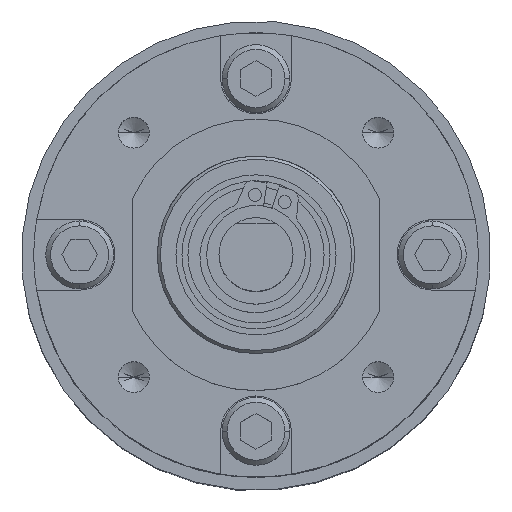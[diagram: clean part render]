
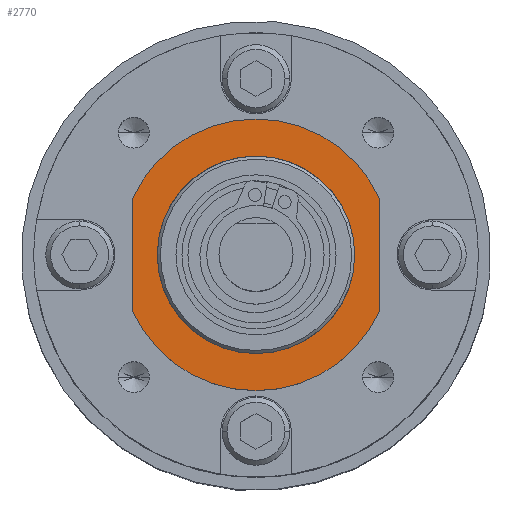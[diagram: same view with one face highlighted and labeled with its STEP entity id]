
A CAD part, top view. The second image highlights one B-rep face of the part: STEP entity #2770.
In plain terms, the highlighted planar face has unit normal (0, 0, 1).
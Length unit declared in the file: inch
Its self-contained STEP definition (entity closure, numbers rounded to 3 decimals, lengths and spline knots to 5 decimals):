
#952 = EDGE_LOOP ( 'NONE', ( #20466, #3405 ) ) ;
#1630 = DIRECTION ( 'NONE',  ( 0., 0., 1. ) ) ;
#2219 = DIRECTION ( 'NONE',  ( 1., 0., 0. ) ) ;
#2303 = CARTESIAN_POINT ( 'NONE',  ( 0., 0., 1.31718 ) ) ;
#2770 = ADVANCED_FACE ( 'NONE', ( #6873, #18445 ), #4600, .T. ) ;
#3214 = AXIS2_PLACEMENT_3D ( 'NONE', #19693, #24104, #7978 ) ;
#3405 = ORIENTED_EDGE ( 'NONE', *, *, #19084, .F. ) ;
#3498 = CIRCLE ( 'NONE', #28735, 0.31496 ) ;
#3532 = CIRCLE ( 'NONE', #22882, 0.43307 ) ;
#3695 = EDGE_CURVE ( 'NONE', #28118, #12156, #5678, .T. ) ;
#4124 = CARTESIAN_POINT ( 'NONE',  ( 0., 0., 1.31718 ) ) ;
#4354 = CARTESIAN_POINT ( 'NONE',  ( 0.3937, -0.18042, 1.31718 ) ) ;
#4600 = PLANE ( 'NONE',  #19591 ) ;
#4809 = CARTESIAN_POINT ( 'NONE',  ( 0., 0., 1.31718 ) ) ;
#5678 = CIRCLE ( 'NONE', #13874, 0.43307 ) ;
#6732 = EDGE_LOOP ( 'NONE', ( #26258, #8012, #13304, #13578 ) ) ;
#6814 = CARTESIAN_POINT ( 'NONE',  ( 0.3937, 0.18042, 1.31718 ) ) ;
#6873 = FACE_BOUND ( 'NONE', #952, .T. ) ;
#7978 = DIRECTION ( 'NONE',  ( 1., 0., 0. ) ) ;
#8012 = ORIENTED_EDGE ( 'NONE', *, *, #22431, .T. ) ;
#8016 = CARTESIAN_POINT ( 'NONE',  ( -0.3937, 0.18042, 1.31718 ) ) ;
#8930 = VERTEX_POINT ( 'NONE', #9229 ) ;
#9193 = VERTEX_POINT ( 'NONE', #29369 ) ;
#9229 = CARTESIAN_POINT ( 'NONE',  ( -0.31496, 0., 1.31718 ) ) ;
#9530 = DIRECTION ( 'NONE',  ( 1., 0., 0. ) ) ;
#9631 = CARTESIAN_POINT ( 'NONE',  ( -0.3937, 0.18042, 1.31718 ) ) ;
#10941 = DIRECTION ( 'NONE',  ( 1., 0., 0. ) ) ;
#11161 = CARTESIAN_POINT ( 'NONE',  ( -0.3937, -0.18042, 1.31718 ) ) ;
#11212 = EDGE_CURVE ( 'NONE', #28603, #15236, #3532, .T. ) ;
#12156 = VERTEX_POINT ( 'NONE', #8016 ) ;
#12238 = LINE ( 'NONE', #6814, #25189 ) ;
#12981 = LINE ( 'NONE', #9631, #15874 ) ;
#13304 = ORIENTED_EDGE ( 'NONE', *, *, #3695, .T. ) ;
#13578 = ORIENTED_EDGE ( 'NONE', *, *, #14848, .T. ) ;
#13874 = AXIS2_PLACEMENT_3D ( 'NONE', #4809, #14104, #2219 ) ;
#14104 = DIRECTION ( 'NONE',  ( 0., 0., 1. ) ) ;
#14385 = DIRECTION ( 'NONE',  ( 0., -1., 0. ) ) ;
#14848 = EDGE_CURVE ( 'NONE', #12156, #28603, #12981, .T. ) ;
#15236 = VERTEX_POINT ( 'NONE', #4354 ) ;
#15542 = EDGE_CURVE ( 'NONE', #9193, #8930, #3498, .T. ) ;
#15784 = DIRECTION ( 'NONE',  ( 0., 0., 1. ) ) ;
#15874 = VECTOR ( 'NONE', #14385, 39.37008 ) ;
#18445 = FACE_OUTER_BOUND ( 'NONE', #6732, .T. ) ;
#18957 = CIRCLE ( 'NONE', #3214, 0.31496 ) ;
#19084 = EDGE_CURVE ( 'NONE', #8930, #9193, #18957, .T. ) ;
#19591 = AXIS2_PLACEMENT_3D ( 'NONE', #2303, #25622, #9530 ) ;
#19693 = CARTESIAN_POINT ( 'NONE',  ( 0., 0., 1.31718 ) ) ;
#20466 = ORIENTED_EDGE ( 'NONE', *, *, #15542, .F. ) ;
#22431 = EDGE_CURVE ( 'NONE', #15236, #28118, #12238, .T. ) ;
#22547 = DIRECTION ( 'NONE',  ( 0., 1., 0. ) ) ;
#22882 = AXIS2_PLACEMENT_3D ( 'NONE', #23554, #15784, #28690 ) ;
#23554 = CARTESIAN_POINT ( 'NONE',  ( 0., 0., 1.31718 ) ) ;
#24104 = DIRECTION ( 'NONE',  ( 0., 0., 1. ) ) ;
#25189 = VECTOR ( 'NONE', #22547, 39.37008 ) ;
#25622 = DIRECTION ( 'NONE',  ( 0., 0., 1. ) ) ;
#26258 = ORIENTED_EDGE ( 'NONE', *, *, #11212, .T. ) ;
#28118 = VERTEX_POINT ( 'NONE', #29073 ) ;
#28603 = VERTEX_POINT ( 'NONE', #11161 ) ;
#28690 = DIRECTION ( 'NONE',  ( 1., 0., 0. ) ) ;
#28735 = AXIS2_PLACEMENT_3D ( 'NONE', #4124, #1630, #10941 ) ;
#29073 = CARTESIAN_POINT ( 'NONE',  ( 0.3937, 0.18042, 1.31718 ) ) ;
#29369 = CARTESIAN_POINT ( 'NONE',  ( 0.31496, 0., 1.31718 ) ) ;
